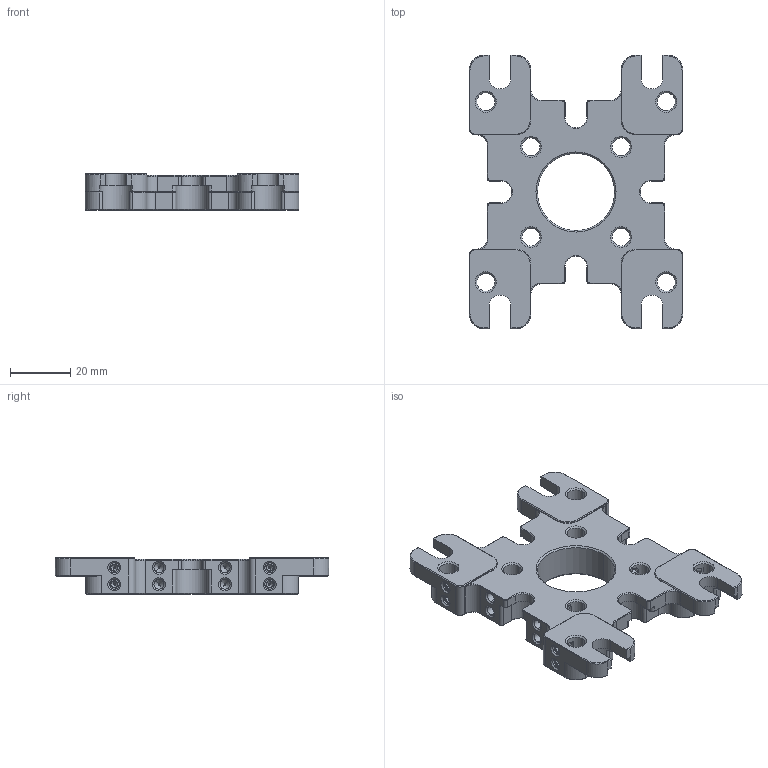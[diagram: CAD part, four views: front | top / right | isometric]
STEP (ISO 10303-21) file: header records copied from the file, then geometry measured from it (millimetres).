
FILE_DESCRIPTION (( 'STEP AP214' ), '1' );
FILE_NAME ('2.4.4.10_LZA-Z_笼式系统垂直安装板，用于笼式共轴系统.STEP', '2021-07-22T02:10:03', ( 'Microsoft' ), ( 'Microsoft' ), 'SwSTEP 2.0', 'SolidWorks 2018', '' );
FILE_SCHEMA (( 'AUTOMOTIVE_DESIGN' ));
Length unit declared in the file: millimetre
Products named in the file (1): 2.4.4.10_LZA-Z_笼式系统垂直安装板，用于笼式共轴系统
Bounding box: 71.1 x 91 x 12 mm (x, y, z)
Surface area: 17280.8 mm2 (no closed solid volume)
Topology: 0 solids, 25 shells, 644 faces, 1597 edges, 931 vertices
Faces by surface type: cone 278, plane 234, cylinder 132
Entity records: 26471 total; most frequent: CARTESIAN_POINT 4149, DIRECTION 3342, ORIENTED_EDGE 3002, EDGE_CURVE 1565, AXIS2_PLACEMENT_3D 1244, VERTEX_POINT 931, LINE 854, VECTOR 854
